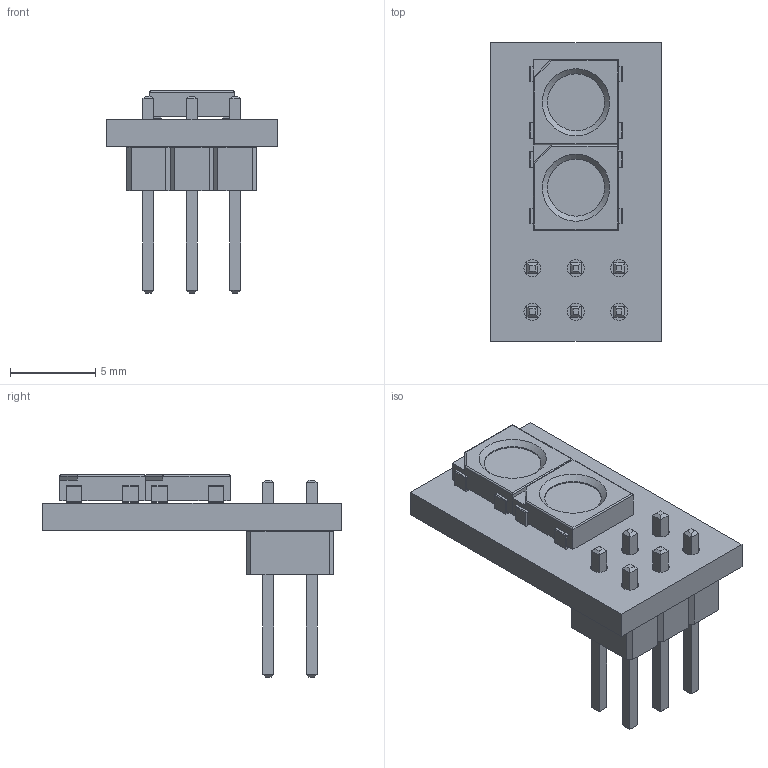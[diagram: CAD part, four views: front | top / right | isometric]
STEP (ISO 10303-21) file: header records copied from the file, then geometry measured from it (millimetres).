
FILE_DESCRIPTION(('KiCad electronic assembly'),'2;1');
FILE_NAME('IndicatorLeds-3D.step','2021-10-15T10:00:38',('An Author'),( 'A Company'),'Open CASCADE STEP processor 7.5', 'KiCad to STEP converter','Unknown');
FILE_SCHEMA(('AUTOMOTIVE_DESIGN { 1 0 10303 214 1 1 1 1 }'));
Length unit declared in the file: millimetre
Products named in the file (6): Open CASCADE STEP translator 7.5 1; LED_WS2812B_PLCC4_5.0x5.0mm_P3.2mm; SOLID; PinHeader_2x03_P2.54mm_Vertical; COMPOUND
Assembly tree (6 placements, depth 3):
  Open CASCADE STEP translator 7.5 1
    LED_WS2812B_PLCC4_5.0x5.0mm_P3.2mm  x2
      SOLID
    PinHeader_2x03_P2.54mm_Vertical
      SOLID
    COMPOUND
Bounding box: 10 x 17.5 x 11.84 mm (x, y, z)
Volume: 460 mm3; surface area: 917.9 mm2
Topology: 4 solids, 4 shells, 278 faces, 732 edges, 468 vertices
Faces by surface type: plane 226, cylinder 50, cone 2
Full cylindrical faces by diameter (mm): 1 x6, 3.333 x2
Entity records: 14885 total; most frequent: CARTESIAN_POINT 2488, DIRECTION 2052, LINE 1485, VECTOR 1485, ORIENTED_EDGE 1062, PCURVE 1062, DEFINITIONAL_REPRESENTATION 1062, EDGE_CURVE 531
